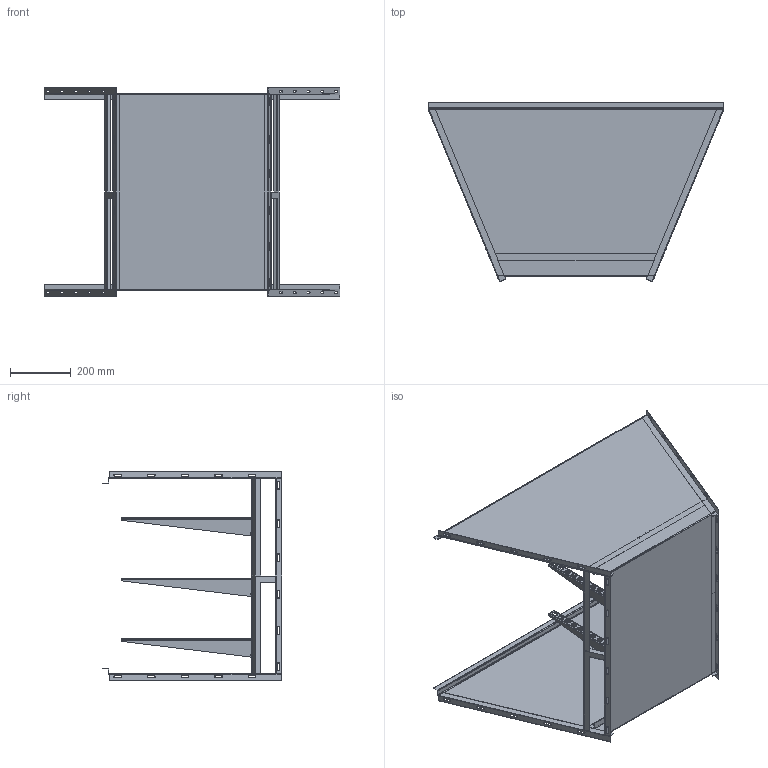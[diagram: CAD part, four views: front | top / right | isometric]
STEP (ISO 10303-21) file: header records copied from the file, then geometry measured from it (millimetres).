
FILE_DESCRIPTION(('STEP AP203'), '1');
FILE_NAME('ﾊﾊﾁ-ﾓﾃﾍ-0,65-0,6', '', ('UNSPECIFIED'), ('UNSPECIFIED'), 'ASCON STEP Converter 1.6', 'ASCON Math Kernel', '');
FILE_SCHEMA(('CONFIG_CONTROL_DESIGN'));
Length unit declared in the file: millimetre
Assembly tree (4 placements, depth 2):
  (unnamed)
    (unnamed)  x4
Bounding box: 976.8 x 592.57 x 688 mm (x, y, z)
Volume: 2170433.1 mm3; surface area: 3335336.2 mm2
Topology: 10 solids, 10 shells, 886 faces, 2524 edges, 1654 vertices
Faces by surface type: plane 610, cylinder 276
Entity records: 23893 total; most frequent: CARTESIAN_POINT 3509, ORIENTED_EDGE 3416, DIRECTION 3222, EDGE_CURVE 1708, LINE 1360, VECTOR 1360, VERTEX_POINT 1114, AXIS2_PLACEMENT_3D 931
